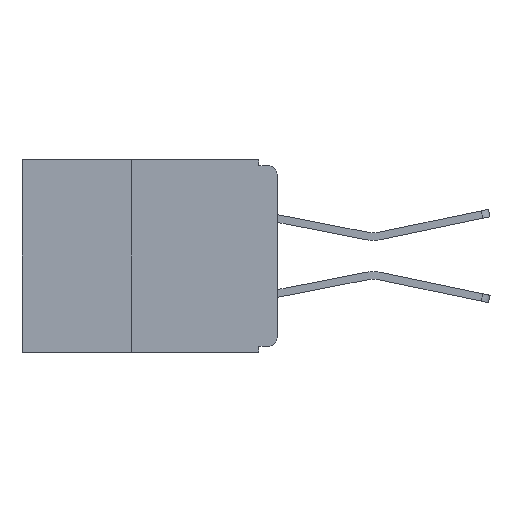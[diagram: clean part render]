
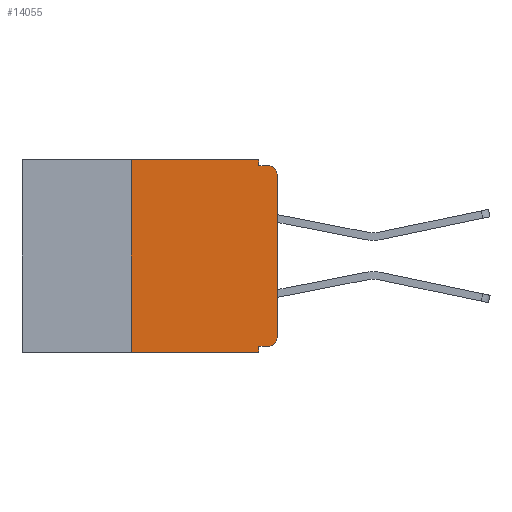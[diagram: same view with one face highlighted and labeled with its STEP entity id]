
A CAD part, left-side view. The second image highlights one B-rep face of the part: STEP entity #14055.
In plain terms, the highlighted planar face has unit normal (-1, 0, 0).
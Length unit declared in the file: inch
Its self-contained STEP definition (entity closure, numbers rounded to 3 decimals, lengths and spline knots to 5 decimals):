
#111 = DIRECTION ( 'NONE',  ( 0., 0., -1. ) ) ;
#490 = VECTOR ( 'NONE', #777, 39.37008 ) ;
#566 = EDGE_CURVE ( 'NONE', #5197, #12774, #4940, .T. ) ;
#777 = DIRECTION ( 'NONE',  ( 0., 0., 1. ) ) ;
#1194 = DIRECTION ( 'NONE',  ( 0., 0., -1. ) ) ;
#1376 = DIRECTION ( 'NONE',  ( 1., 0., 0. ) ) ;
#1503 = VERTEX_POINT ( 'NONE', #10614 ) ;
#1578 = LINE ( 'NONE', #1804, #7455 ) ;
#1759 = EDGE_CURVE ( 'NONE', #7149, #5659, #8131, .T. ) ;
#1804 = CARTESIAN_POINT ( 'NONE',  ( 0., 0., -0.01 ) ) ;
#1935 = CARTESIAN_POINT ( 'NONE',  ( 0., 0.25, 0. ) ) ;
#2174 = CARTESIAN_POINT ( 'NONE',  ( 0., 0., -0.305 ) ) ;
#2221 = CARTESIAN_POINT ( 'NONE',  ( 0., 0.015, -0.01 ) ) ;
#3193 = AXIS2_PLACEMENT_3D ( 'NONE', #8351, #1376, #9492 ) ;
#3197 = CARTESIAN_POINT ( 'NONE',  ( 0., 0., 0. ) ) ;
#3407 = ORIENTED_EDGE ( 'NONE', *, *, #1759, .F. ) ;
#3459 = CARTESIAN_POINT ( 'NONE',  ( 0., 0.031, 0. ) ) ;
#3545 = VECTOR ( 'NONE', #10329, 39.37008 ) ;
#3561 = CARTESIAN_POINT ( 'NONE',  ( 0., 0.031, 0. ) ) ;
#3658 = LINE ( 'NONE', #4856, #9385 ) ;
#3863 = LINE ( 'NONE', #3561, #9600 ) ;
#4159 = CIRCLE ( 'NONE', #12409, 0.015 ) ;
#4303 = VERTEX_POINT ( 'NONE', #7686 ) ;
#4433 = LINE ( 'NONE', #6955, #4794 ) ;
#4794 = VECTOR ( 'NONE', #14623, 39.37008 ) ;
#4856 = CARTESIAN_POINT ( 'NONE',  ( 0., 0.031, -0.33 ) ) ;
#4940 = CIRCLE ( 'NONE', #5759, 0.015 ) ;
#5084 = VECTOR ( 'NONE', #9716, 39.37008 ) ;
#5197 = VERTEX_POINT ( 'NONE', #7994 ) ;
#5205 = EDGE_CURVE ( 'NONE', #7149, #11853, #4433, .T. ) ;
#5659 = VERTEX_POINT ( 'NONE', #1935 ) ;
#5759 = AXIS2_PLACEMENT_3D ( 'NONE', #6758, #7262, #12980 ) ;
#5862 = LINE ( 'NONE', #14649, #14356 ) ;
#6387 = VERTEX_POINT ( 'NONE', #2174 ) ;
#6630 = VERTEX_POINT ( 'NONE', #10565 ) ;
#6758 = CARTESIAN_POINT ( 'NONE',  ( 0., 0.015, -0.025 ) ) ;
#6927 = ORIENTED_EDGE ( 'NONE', *, *, #9953, .F. ) ;
#6955 = CARTESIAN_POINT ( 'NONE',  ( 0., 0.437, -0.33 ) ) ;
#7103 = EDGE_CURVE ( 'NONE', #5659, #10498, #9659, .T. ) ;
#7149 = VERTEX_POINT ( 'NONE', #11463 ) ;
#7222 = DIRECTION ( 'NONE',  ( -1., 0., 0. ) ) ;
#7262 = DIRECTION ( 'NONE',  ( -1., 0., 0. ) ) ;
#7455 = VECTOR ( 'NONE', #8735, 39.37008 ) ;
#7686 = CARTESIAN_POINT ( 'NONE',  ( 0., 0.031, -0.32 ) ) ;
#7994 = CARTESIAN_POINT ( 'NONE',  ( 0., 0., -0.025 ) ) ;
#8048 = EDGE_CURVE ( 'NONE', #6387, #5197, #10162, .T. ) ;
#8131 = LINE ( 'NONE', #12125, #5084 ) ;
#8269 = CARTESIAN_POINT ( 'NONE',  ( 0., 0.031, -0.33 ) ) ;
#8351 = CARTESIAN_POINT ( 'NONE',  ( 0., 0.437, 0. ) ) ;
#8468 = ORIENTED_EDGE ( 'NONE', *, *, #8048, .T. ) ;
#8735 = DIRECTION ( 'NONE',  ( 0., -1., 0. ) ) ;
#8743 = EDGE_CURVE ( 'NONE', #10498, #6630, #3863, .T. ) ;
#8818 = ORIENTED_EDGE ( 'NONE', *, *, #10874, .F. ) ;
#9171 = CARTESIAN_POINT ( 'NONE',  ( 0., 0.437, 0. ) ) ;
#9200 = DIRECTION ( 'NONE',  ( 0., 1., 0. ) ) ;
#9301 = FACE_OUTER_BOUND ( 'NONE', #12297, .T. ) ;
#9385 = VECTOR ( 'NONE', #11617, 39.37008 ) ;
#9492 = DIRECTION ( 'NONE',  ( 0., 0., -1. ) ) ;
#9527 = ORIENTED_EDGE ( 'NONE', *, *, #5205, .T. ) ;
#9600 = VECTOR ( 'NONE', #1194, 39.37008 ) ;
#9659 = LINE ( 'NONE', #9171, #3545 ) ;
#9716 = DIRECTION ( 'NONE',  ( 0., 0., 1. ) ) ;
#9905 = ORIENTED_EDGE ( 'NONE', *, *, #13382, .T. ) ;
#9953 = EDGE_CURVE ( 'NONE', #1503, #4303, #5862, .T. ) ;
#10082 = EDGE_CURVE ( 'NONE', #4303, #11853, #3658, .T. ) ;
#10162 = LINE ( 'NONE', #3197, #490 ) ;
#10329 = DIRECTION ( 'NONE',  ( 0., -1., 0. ) ) ;
#10498 = VERTEX_POINT ( 'NONE', #3459 ) ;
#10565 = CARTESIAN_POINT ( 'NONE',  ( 0., 0.031, -0.01 ) ) ;
#10614 = CARTESIAN_POINT ( 'NONE',  ( 0., 0.015, -0.32 ) ) ;
#10874 = EDGE_CURVE ( 'NONE', #6630, #12774, #1578, .T. ) ;
#11433 = ORIENTED_EDGE ( 'NONE', *, *, #566, .T. ) ;
#11463 = CARTESIAN_POINT ( 'NONE',  ( 0., 0.25, -0.33 ) ) ;
#11617 = DIRECTION ( 'NONE',  ( 0., 0., -1. ) ) ;
#11780 = ORIENTED_EDGE ( 'NONE', *, *, #8743, .F. ) ;
#11853 = VERTEX_POINT ( 'NONE', #8269 ) ;
#12125 = CARTESIAN_POINT ( 'NONE',  ( 0., 0.25, -0.33 ) ) ;
#12297 = EDGE_LOOP ( 'NONE', ( #8468, #11433, #8818, #11780, #14646, #3407, #9527, #12444, #6927, #9905 ) ) ;
#12409 = AXIS2_PLACEMENT_3D ( 'NONE', #13794, #7222, #111 ) ;
#12444 = ORIENTED_EDGE ( 'NONE', *, *, #10082, .F. ) ;
#12774 = VERTEX_POINT ( 'NONE', #2221 ) ;
#12980 = DIRECTION ( 'NONE',  ( 0., 0., -1. ) ) ;
#13382 = EDGE_CURVE ( 'NONE', #1503, #6387, #4159, .T. ) ;
#13794 = CARTESIAN_POINT ( 'NONE',  ( 0., 0.015, -0.305 ) ) ;
#13823 = PLANE ( 'NONE',  #3193 ) ;
#14055 = ADVANCED_FACE ( 'NONE', ( #9301 ), #13823, .F. ) ;
#14356 = VECTOR ( 'NONE', #9200, 39.37008 ) ;
#14623 = DIRECTION ( 'NONE',  ( 0., -1., 0. ) ) ;
#14646 = ORIENTED_EDGE ( 'NONE', *, *, #7103, .F. ) ;
#14649 = CARTESIAN_POINT ( 'NONE',  ( 0., 0., -0.32 ) ) ;
